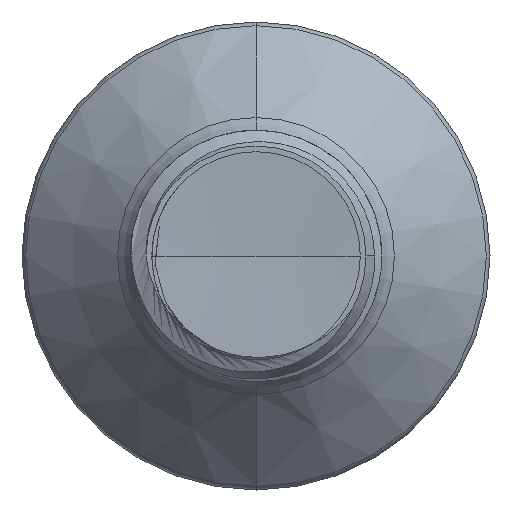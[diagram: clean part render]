
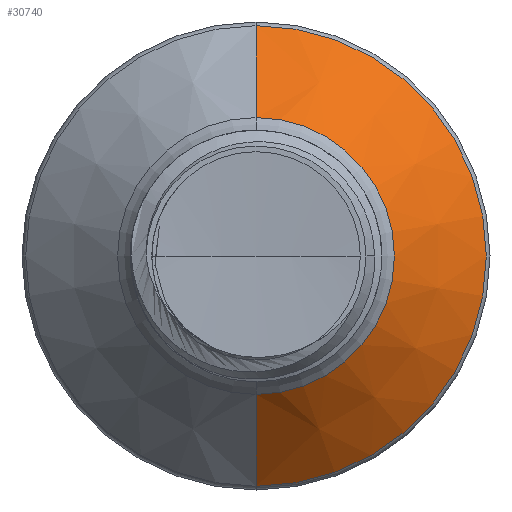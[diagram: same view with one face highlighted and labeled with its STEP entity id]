
A CAD part, front view. The second image highlights one B-rep face of the part: STEP entity #30740.
In plain terms, the highlighted conical face has half-angle 45 degrees and reference radius 2.75 mm.
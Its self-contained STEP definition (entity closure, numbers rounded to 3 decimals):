
#2337 = EDGE_LOOP ( 'NONE', ( #11542, #41278, #42189, #26397 ) ) ;
#2548 = DIRECTION ( 'NONE',  ( 0., 1., 0. ) ) ;
#2904 = LINE ( 'NONE', #3553, #27586 ) ;
#3343 = DIRECTION ( 'NONE',  ( 0., 0.707, 0.707 ) ) ;
#3553 = CARTESIAN_POINT ( 'NONE',  ( 0., 18.865, 2.75 ) ) ;
#4596 = DIRECTION ( 'NONE',  ( 0., 1., 0. ) ) ;
#6560 = VECTOR ( 'NONE', #9255, 1000. ) ;
#7974 = DIRECTION ( 'NONE',  ( 0., 1., 0. ) ) ;
#8221 = CARTESIAN_POINT ( 'NONE',  ( 0., 20.692, -4.577 ) ) ;
#9255 = DIRECTION ( 'NONE',  ( 0., 0.707, -0.707 ) ) ;
#11542 = ORIENTED_EDGE ( 'NONE', *, *, #24956, .T. ) ;
#12249 = CARTESIAN_POINT ( 'NONE',  ( 0., 18.865, 0. ) ) ;
#13251 = CIRCLE ( 'NONE', #39916, 2.75 ) ;
#16704 = EDGE_CURVE ( 'NONE', #20837, #33138, #2904, .T. ) ;
#20837 = VERTEX_POINT ( 'NONE', #21902 ) ;
#21902 = CARTESIAN_POINT ( 'NONE',  ( 0., 18.865, 2.75 ) ) ;
#23239 = CARTESIAN_POINT ( 'NONE',  ( 0., 18.865, -2.75 ) ) ;
#23638 = CARTESIAN_POINT ( 'NONE',  ( 0., 20.692, 4.577 ) ) ;
#24956 = EDGE_CURVE ( 'NONE', #20837, #33432, #13251, .T. ) ;
#25649 = CARTESIAN_POINT ( 'NONE',  ( 0., 20.692, 0. ) ) ;
#26046 = AXIS2_PLACEMENT_3D ( 'NONE', #12249, #2548, #29552 ) ;
#26397 = ORIENTED_EDGE ( 'NONE', *, *, #16704, .F. ) ;
#27586 = VECTOR ( 'NONE', #3343, 1000. ) ;
#28900 = CARTESIAN_POINT ( 'NONE',  ( 0., 18.865, 0. ) ) ;
#29007 = DIRECTION ( 'NONE',  ( 0., 0., 1. ) ) ;
#29552 = DIRECTION ( 'NONE',  ( 0., 0., 1. ) ) ;
#30554 = VERTEX_POINT ( 'NONE', #8221 ) ;
#30740 = ADVANCED_FACE ( 'NONE', ( #33629 ), #32607, .T. ) ;
#32175 = DIRECTION ( 'NONE',  ( 0., 0., 1. ) ) ;
#32607 = CONICAL_SURFACE ( 'NONE', #26046, 2.75, 0.785 ) ;
#33138 = VERTEX_POINT ( 'NONE', #23638 ) ;
#33432 = VERTEX_POINT ( 'NONE', #40818 ) ;
#33629 = FACE_OUTER_BOUND ( 'NONE', #2337, .T. ) ;
#34034 = LINE ( 'NONE', #23239, #6560 ) ;
#37453 = CIRCLE ( 'NONE', #42296, 4.577 ) ;
#39916 = AXIS2_PLACEMENT_3D ( 'NONE', #28900, #7974, #32175 ) ;
#40818 = CARTESIAN_POINT ( 'NONE',  ( 0., 18.865, -2.75 ) ) ;
#41278 = ORIENTED_EDGE ( 'NONE', *, *, #41288, .T. ) ;
#41288 = EDGE_CURVE ( 'NONE', #33432, #30554, #34034, .T. ) ;
#42189 = ORIENTED_EDGE ( 'NONE', *, *, #42568, .F. ) ;
#42296 = AXIS2_PLACEMENT_3D ( 'NONE', #25649, #4596, #29007 ) ;
#42568 = EDGE_CURVE ( 'NONE', #33138, #30554, #37453, .T. ) ;
